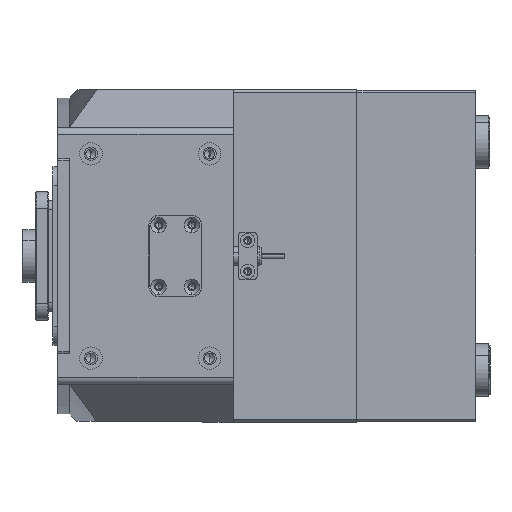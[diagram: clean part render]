
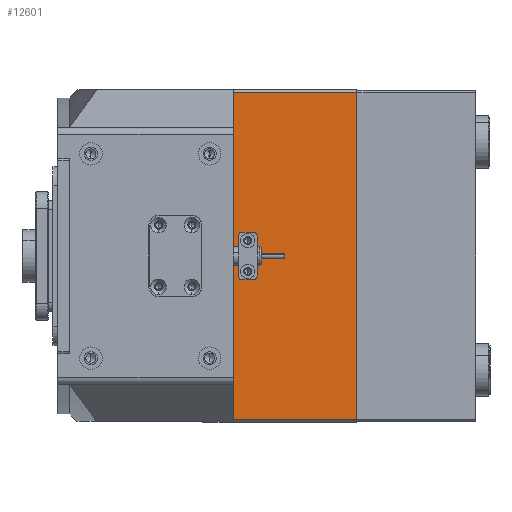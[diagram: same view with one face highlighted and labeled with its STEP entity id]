
A CAD part, left-side view. The second image highlights one B-rep face of the part: STEP entity #12601.
In plain terms, the highlighted planar face has unit normal (-1, 0, 0).
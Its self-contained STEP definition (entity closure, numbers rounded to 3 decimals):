
#10 = AXIS2_PLACEMENT_3D ( 'NONE', #21207, #29062, #28740 ) ;
#834 = EDGE_CURVE ( 'NONE', #32960, #18032, #35946, .T. ) ;
#1719 = VERTEX_POINT ( 'NONE', #2634 ) ;
#2634 = CARTESIAN_POINT ( 'NONE',  ( -107., -25.5, -5.25 ) ) ;
#2735 = VECTOR ( 'NONE', #45116, 1000. ) ;
#3914 = LINE ( 'NONE', #30778, #7044 ) ;
#4691 = CARTESIAN_POINT ( 'NONE',  ( -107., -25.5, -6.5 ) ) ;
#4850 = DIRECTION ( 'NONE',  ( 0., 0., 1. ) ) ;
#5825 = CARTESIAN_POINT ( 'NONE',  ( -107., -19.5, 69. ) ) ;
#7044 = VECTOR ( 'NONE', #26942, 1000. ) ;
#7408 = EDGE_CURVE ( 'NONE', #26185, #42098, #3914, .T. ) ;
#7608 = CIRCLE ( 'NONE', #47789, 1.25 ) ;
#7746 = EDGE_LOOP ( 'NONE', ( #18106, #44635 ) ) ;
#9253 = FACE_BOUND ( 'NONE', #37153, .T. ) ;
#10643 = CIRCLE ( 'NONE', #23674, 1.25 ) ;
#10849 = ORIENTED_EDGE ( 'NONE', *, *, #13624, .T. ) ;
#11346 = CARTESIAN_POINT ( 'NONE',  ( -107., -71.5, -69. ) ) ;
#12601 = ADVANCED_FACE ( 'NONE', ( #39299, #9253, #50566 ), #17138, .F. ) ;
#13456 = CARTESIAN_POINT ( 'NONE',  ( -107., -25.5, 6.5 ) ) ;
#13624 = EDGE_CURVE ( 'NONE', #18032, #42098, #49154, .T. ) ;
#13738 = VERTEX_POINT ( 'NONE', #38072 ) ;
#16904 = CARTESIAN_POINT ( 'NONE',  ( -107., -71.5, 69. ) ) ;
#17067 = AXIS2_PLACEMENT_3D ( 'NONE', #4691, #44501, #36817 ) ;
#17138 = PLANE ( 'NONE',  #10 ) ;
#17223 = CIRCLE ( 'NONE', #23981, 1.25 ) ;
#18001 = DIRECTION ( 'NONE',  ( 0., 0., 1. ) ) ;
#18032 = VERTEX_POINT ( 'NONE', #28551 ) ;
#18106 = ORIENTED_EDGE ( 'NONE', *, *, #21290, .F. ) ;
#21058 = DIRECTION ( 'NONE',  ( -1., 0., 0. ) ) ;
#21207 = CARTESIAN_POINT ( 'NONE',  ( -107., -71.5, 70. ) ) ;
#21290 = EDGE_CURVE ( 'NONE', #1719, #38636, #48833, .T. ) ;
#22466 = ORIENTED_EDGE ( 'NONE', *, *, #834, .T. ) ;
#23572 = CARTESIAN_POINT ( 'NONE',  ( -107., -71.5, 69. ) ) ;
#23674 = AXIS2_PLACEMENT_3D ( 'NONE', #50028, #50371, #18001 ) ;
#23981 = AXIS2_PLACEMENT_3D ( 'NONE', #40775, #45178, #4850 ) ;
#25266 = DIRECTION ( 'NONE',  ( 0., 0., 1. ) ) ;
#26185 = VERTEX_POINT ( 'NONE', #16904 ) ;
#26346 = EDGE_CURVE ( 'NONE', #32781, #13738, #7608, .T. ) ;
#26942 = DIRECTION ( 'NONE',  ( 0., 0., -1. ) ) ;
#28551 = CARTESIAN_POINT ( 'NONE',  ( -107., -19.5, -69. ) ) ;
#28740 = DIRECTION ( 'NONE',  ( 0., 1., 0. ) ) ;
#29062 = DIRECTION ( 'NONE',  ( 1., 0., 0. ) ) ;
#29568 = EDGE_CURVE ( 'NONE', #26185, #32960, #30031, .T. ) ;
#30031 = LINE ( 'NONE', #23572, #37499 ) ;
#30778 = CARTESIAN_POINT ( 'NONE',  ( -107., -71.5, 70. ) ) ;
#31175 = CARTESIAN_POINT ( 'NONE',  ( -107., -19.5, 70. ) ) ;
#32781 = VERTEX_POINT ( 'NONE', #41602 ) ;
#32960 = VERTEX_POINT ( 'NONE', #5825 ) ;
#33055 = CARTESIAN_POINT ( 'NONE',  ( -107., -71.5, -69. ) ) ;
#35946 = LINE ( 'NONE', #31175, #39691 ) ;
#36817 = DIRECTION ( 'NONE',  ( 0., 0., 1. ) ) ;
#37153 = EDGE_LOOP ( 'NONE', ( #47463, #43143 ) ) ;
#37499 = VECTOR ( 'NONE', #39608, 1000. ) ;
#38072 = CARTESIAN_POINT ( 'NONE',  ( -107., -25.5, 5.25 ) ) ;
#38636 = VERTEX_POINT ( 'NONE', #48544 ) ;
#39299 = FACE_BOUND ( 'NONE', #7746, .T. ) ;
#39608 = DIRECTION ( 'NONE',  ( 0., 1., 0. ) ) ;
#39691 = VECTOR ( 'NONE', #42682, 1000. ) ;
#40775 = CARTESIAN_POINT ( 'NONE',  ( -107., -25.5, -6.5 ) ) ;
#41179 = EDGE_CURVE ( 'NONE', #13738, #32781, #10643, .T. ) ;
#41602 = CARTESIAN_POINT ( 'NONE',  ( -107., -25.5, 7.75 ) ) ;
#41781 = EDGE_LOOP ( 'NONE', ( #22466, #10849, #45278, #42248 ) ) ;
#42098 = VERTEX_POINT ( 'NONE', #11346 ) ;
#42248 = ORIENTED_EDGE ( 'NONE', *, *, #29568, .T. ) ;
#42682 = DIRECTION ( 'NONE',  ( 0., 0., -1. ) ) ;
#43143 = ORIENTED_EDGE ( 'NONE', *, *, #41179, .F. ) ;
#44501 = DIRECTION ( 'NONE',  ( -1., 0., 0. ) ) ;
#44635 = ORIENTED_EDGE ( 'NONE', *, *, #51439, .F. ) ;
#45116 = DIRECTION ( 'NONE',  ( 0., -1., 0. ) ) ;
#45178 = DIRECTION ( 'NONE',  ( -1., 0., 0. ) ) ;
#45278 = ORIENTED_EDGE ( 'NONE', *, *, #7408, .F. ) ;
#47463 = ORIENTED_EDGE ( 'NONE', *, *, #26346, .F. ) ;
#47789 = AXIS2_PLACEMENT_3D ( 'NONE', #13456, #21058, #25266 ) ;
#48544 = CARTESIAN_POINT ( 'NONE',  ( -107., -25.5, -7.75 ) ) ;
#48833 = CIRCLE ( 'NONE', #17067, 1.25 ) ;
#49154 = LINE ( 'NONE', #33055, #2735 ) ;
#50028 = CARTESIAN_POINT ( 'NONE',  ( -107., -25.5, 6.5 ) ) ;
#50371 = DIRECTION ( 'NONE',  ( -1., 0., 0. ) ) ;
#50566 = FACE_OUTER_BOUND ( 'NONE', #41781, .T. ) ;
#51439 = EDGE_CURVE ( 'NONE', #38636, #1719, #17223, .T. ) ;
